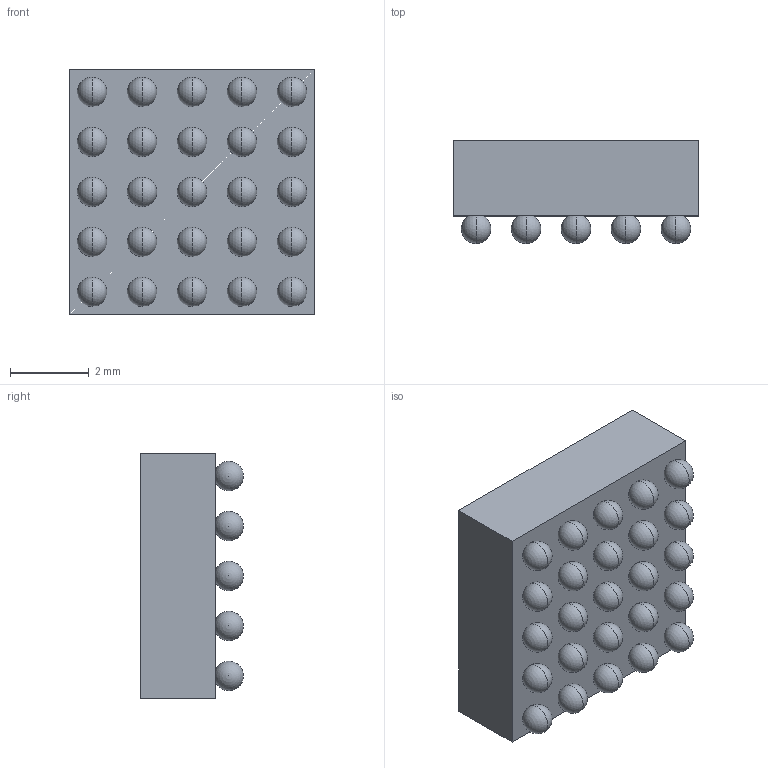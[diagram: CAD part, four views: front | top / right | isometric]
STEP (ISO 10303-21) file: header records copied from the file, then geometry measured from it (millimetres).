
FILE_DESCRIPTION (( 'STEP AP214' ), '1' );
FILE_NAME ('LTM4661IY#PBF.STEP', '2018-10-31T23:06:51', ( '' ), ( '' ), 'SwSTEP 2.0', 'SolidWorks 2017', '' );
FILE_SCHEMA (( 'AUTOMOTIVE_DESIGN' ));
Length unit declared in the file: millimetre
Products named in the file (1): LTM4661IY#PBF
Bounding box: 6.25 x 2.62 x 6.25 mm (x, y, z)
Volume: 80.5 mm3; surface area: 170.3 mm2
Topology: 26 solids, 26 shells, 56 faces, 187 edges, 133 vertices
Faces by surface type: sphere 50, plane 6
Entity records: 1965 total; most frequent: DIRECTION 226, CARTESIAN_POINT 177, ORIENTED_EDGE 124, AXIS2_PLACEMENT_3D 107, UNCERTAINTY_MEASURE_WITH_UNIT 78, SURFACE_STYLE_FILL_AREA 77, STYLED_ITEM 77, SURFACE_SIDE_STYLE 77
